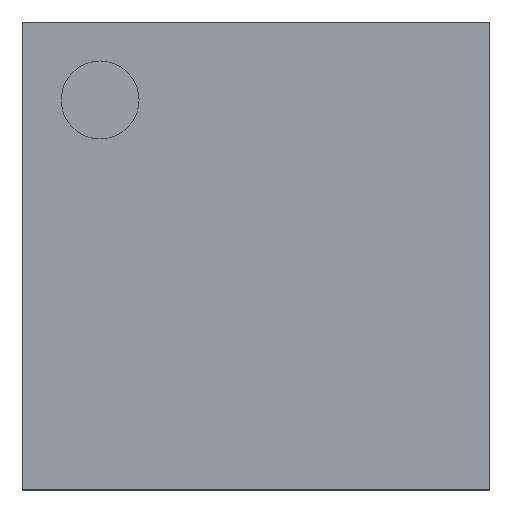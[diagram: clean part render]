
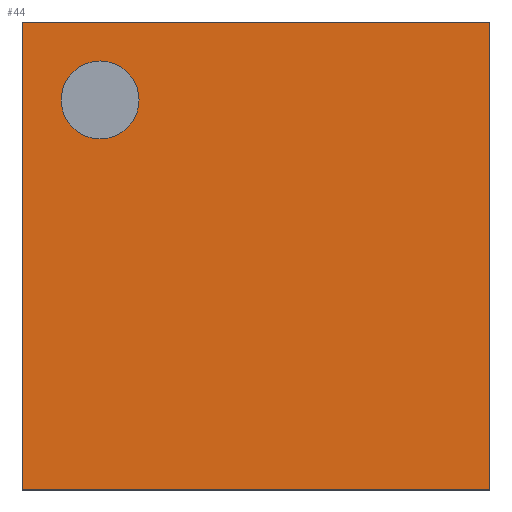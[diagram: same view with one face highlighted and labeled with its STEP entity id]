
A CAD part, top view. The second image highlights one B-rep face of the part: STEP entity #44.
In plain terms, the highlighted planar face has unit normal (0, 0, 1).
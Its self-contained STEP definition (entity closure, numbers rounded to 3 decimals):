
#44 = ADVANCED_FACE( '', ( #84, #85 ), #86, .T. );
#84 = FACE_OUTER_BOUND( '', #117, .T. );
#85 = FACE_BOUND( '', #118, .T. );
#86 = PLANE( '', #119 );
#117 = EDGE_LOOP( '', ( #171, #172, #173, #174 ) );
#118 = EDGE_LOOP( '', ( #175 ) );
#119 = AXIS2_PLACEMENT_3D( '', #176, #177, #178 );
#171 = ORIENTED_EDGE( '', *, *, #203, .T. );
#172 = ORIENTED_EDGE( '', *, *, #194, .T. );
#173 = ORIENTED_EDGE( '', *, *, #187, .T. );
#174 = ORIENTED_EDGE( '', *, *, #198, .T. );
#175 = ORIENTED_EDGE( '', *, *, #201, .T. );
#176 = CARTESIAN_POINT( '', ( 0., 0., 1.1 ) );
#177 = DIRECTION( '', ( 0., 0., 1. ) );
#178 = DIRECTION( '', ( 1., 0., 0. ) );
#187 = EDGE_CURVE( '', #212, #210, #213, .T. );
#194 = EDGE_CURVE( '', #222, #212, #223, .T. );
#198 = EDGE_CURVE( '', #210, #226, #228, .T. );
#201 = EDGE_CURVE( '', #232, #232, #233, .T. );
#203 = EDGE_CURVE( '', #226, #222, #235, .T. );
#210 = VERTEX_POINT( '', #243 );
#212 = VERTEX_POINT( '', #246 );
#213 = LINE( '', #247, #248 );
#222 = VERTEX_POINT( '', #261 );
#223 = LINE( '', #262, #263 );
#226 = VERTEX_POINT( '', #267 );
#228 = LINE( '', #270, #271 );
#232 = VERTEX_POINT( '', #275 );
#233 = CIRCLE( '', #276, 0.25 );
#235 = LINE( '', #278, #279 );
#243 = CARTESIAN_POINT( '', ( -1.5, -1.5, 1.1 ) );
#246 = CARTESIAN_POINT( '', ( -1.5, 1.5, 1.1 ) );
#247 = CARTESIAN_POINT( '', ( -1.5, 1.5, 1.1 ) );
#248 = VECTOR( '', #284, 1000. );
#261 = CARTESIAN_POINT( '', ( 1.5, 1.5, 1.1 ) );
#262 = CARTESIAN_POINT( '', ( 1.5, 1.5, 1.1 ) );
#263 = VECTOR( '', #289, 1000. );
#267 = CARTESIAN_POINT( '', ( 1.5, -1.5, 1.1 ) );
#270 = CARTESIAN_POINT( '', ( -1.5, -1.5, 1.1 ) );
#271 = VECTOR( '', #292, 1000. );
#275 = CARTESIAN_POINT( '', ( -0.75, 1., 1.1 ) );
#276 = AXIS2_PLACEMENT_3D( '', #296, #297, #298 );
#278 = CARTESIAN_POINT( '', ( 1.5, -1.5, 1.1 ) );
#279 = VECTOR( '', #299, 1000. );
#284 = DIRECTION( '', ( 0., -1., 0. ) );
#289 = DIRECTION( '', ( -1., 0., 0. ) );
#292 = DIRECTION( '', ( 1., 0., 0. ) );
#296 = CARTESIAN_POINT( '', ( -1., 1., 1.1 ) );
#297 = DIRECTION( '', ( 0., 0., -1. ) );
#298 = DIRECTION( '', ( 1., 0., 0. ) );
#299 = DIRECTION( '', ( 0., 1., 0. ) );
